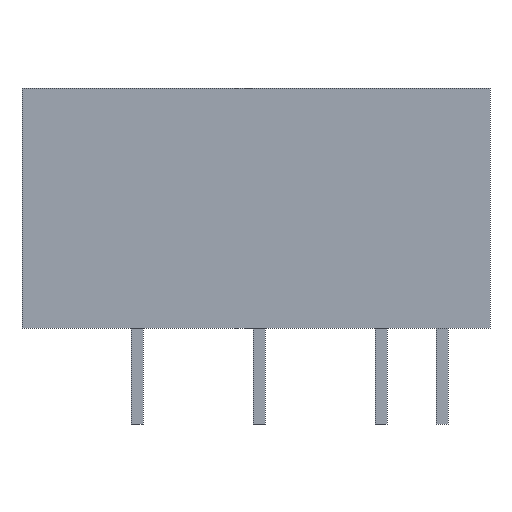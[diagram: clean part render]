
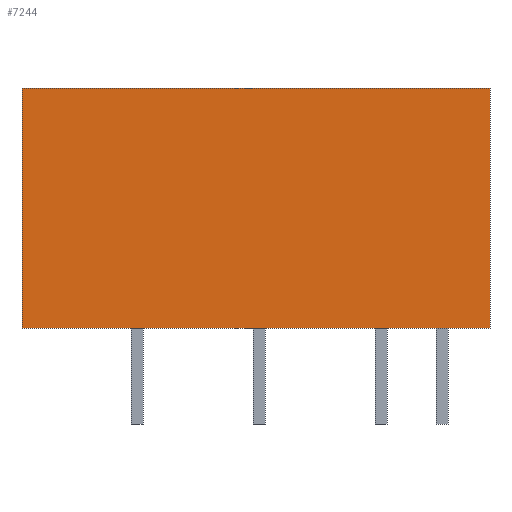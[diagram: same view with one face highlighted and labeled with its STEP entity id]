
A CAD part, left-side view. The second image highlights one B-rep face of the part: STEP entity #7244.
In plain terms, the highlighted planar face has unit normal (-1, 0, 0).
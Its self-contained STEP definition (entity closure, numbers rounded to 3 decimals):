
#7244=ADVANCED_FACE('',(#13060),#13062,.T.);
#13060=FACE_BOUND('',#13061,.T.);
#13061=EDGE_LOOP('',(#17315,#17316,#17317,#17318));
#13062=PLANE('',#13063);
#13063=AXIS2_PLACEMENT_3D('',#13064,#13065,#13066);
#13064=CARTESIAN_POINT('',(0.,19.5,0.));
#13065=DIRECTION('',(-1.,0.,0.));
#13066=DIRECTION('',(0.,-1.,0.));
#17315=ORIENTED_EDGE('',*,*,#20593,.T.);
#17316=ORIENTED_EDGE('',*,*,#20594,.T.);
#17317=ORIENTED_EDGE('',*,*,#18308,.F.);
#17318=ORIENTED_EDGE('',*,*,#20592,.F.);
#18308=EDGE_CURVE('',#20833,#20835,#20836,.T.);
#20592=EDGE_CURVE('',#24610,#20833,#24612,.T.);
#20593=EDGE_CURVE('',#24610,#24613,#24614,.T.);
#20594=EDGE_CURVE('',#24613,#20835,#24615,.T.);
#20833=VERTEX_POINT('',#25114);
#20835=VERTEX_POINT('',#25118);
#20836=LINE('',#25119,#25120);
#24610=VERTEX_POINT('',#33867);
#24612=LINE('',#33871,#33872);
#24613=VERTEX_POINT('',#33874);
#24614=LINE('',#33875,#33876);
#24615=LINE('',#33878,#33879);
#25114=CARTESIAN_POINT('',(0.,19.5,10.));
#25118=CARTESIAN_POINT('',(0.,0.,10.));
#25119=CARTESIAN_POINT('',(0.,19.5,10.));
#25120=VECTOR('',#25121,1.);
#25121=DIRECTION('',(0.,-1.,0.));
#33867=CARTESIAN_POINT('',(0.,19.5,0.));
#33871=CARTESIAN_POINT('',(0.,19.5,0.));
#33872=VECTOR('',#33873,1.);
#33873=DIRECTION('',(0.,0.,1.));
#33874=CARTESIAN_POINT('',(0.,0.,0.));
#33875=CARTESIAN_POINT('',(0.,19.5,0.));
#33876=VECTOR('',#33877,1.);
#33877=DIRECTION('',(0.,-1.,0.));
#33878=CARTESIAN_POINT('',(0.,0.,0.));
#33879=VECTOR('',#33880,1.);
#33880=DIRECTION('',(0.,0.,1.));
